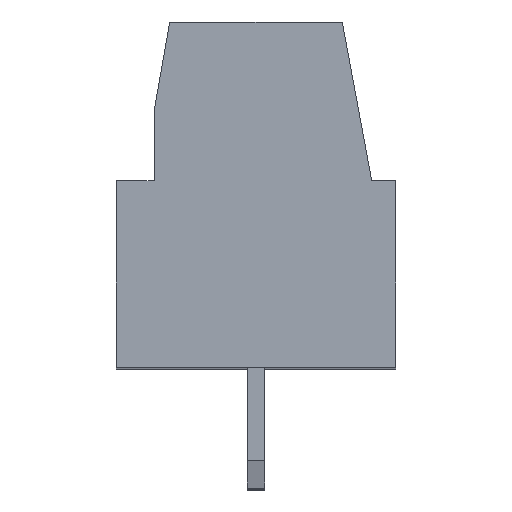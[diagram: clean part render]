
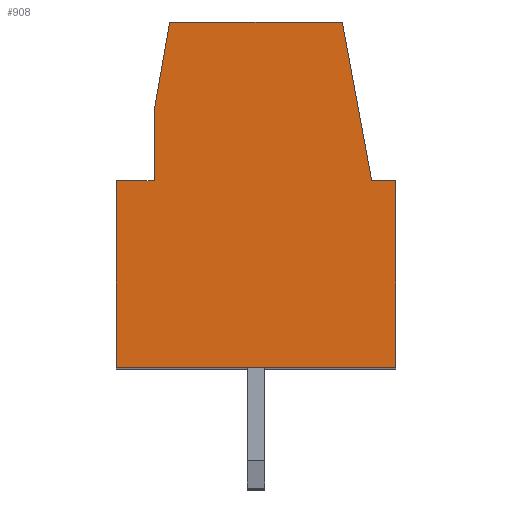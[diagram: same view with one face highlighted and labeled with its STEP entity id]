
A CAD part, top view. The second image highlights one B-rep face of the part: STEP entity #908.
In plain terms, the highlighted planar face has unit normal (0, 0, 1).
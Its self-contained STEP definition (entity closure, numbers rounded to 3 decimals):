
#908 = ADVANCED_FACE( '', ( #1829 ), #1830, .F. );
#1829 = FACE_OUTER_BOUND( '', #2771, .T. );
#1830 = PLANE( '', #2772 );
#2771 = EDGE_LOOP( '', ( #5266, #5267, #5268, #5269, #5270, #5271, #5272, #5273, #5274 ) );
#2772 = AXIS2_PLACEMENT_3D( '', #5275, #5276, #5277 );
#5266 = ORIENTED_EDGE( '', *, *, #6291, .T. );
#5267 = ORIENTED_EDGE( '', *, *, #6604, .F. );
#5268 = ORIENTED_EDGE( '', *, *, #6225, .F. );
#5269 = ORIENTED_EDGE( '', *, *, #6552, .F. );
#5270 = ORIENTED_EDGE( '', *, *, #5976, .F. );
#5271 = ORIENTED_EDGE( '', *, *, #6188, .F. );
#5272 = ORIENTED_EDGE( '', *, *, #6633, .F. );
#5273 = ORIENTED_EDGE( '', *, *, #6331, .T. );
#5274 = ORIENTED_EDGE( '', *, *, #6007, .F. );
#5275 = CARTESIAN_POINT( '', ( 0.81, -4.4, 0. ) );
#5276 = DIRECTION( '', ( 0., 0., -1. ) );
#5277 = DIRECTION( '', ( 0., -1., 0. ) );
#5976 = EDGE_CURVE( '', #7289, #7291, #7292, .T. );
#6007 = EDGE_CURVE( '', #7337, #7339, #7340, .T. );
#6188 = EDGE_CURVE( '', #7626, #7289, #7628, .T. );
#6225 = EDGE_CURVE( '', #7676, #7674, #7678, .T. );
#6291 = EDGE_CURVE( '', #7337, #7779, #7781, .T. );
#6331 = EDGE_CURVE( '', #7834, #7339, #7835, .T. );
#6552 = EDGE_CURVE( '', #7291, #7676, #8132, .T. );
#6604 = EDGE_CURVE( '', #7674, #7779, #8195, .T. );
#6633 = EDGE_CURVE( '', #7834, #7626, #8229, .T. );
#7289 = VERTEX_POINT( '', #9129 );
#7291 = VERTEX_POINT( '', #9132 );
#7292 = LINE( '', #9133, #9134 );
#7337 = VERTEX_POINT( '', #9201 );
#7339 = VERTEX_POINT( '', #9204 );
#7340 = LINE( '', #9205, #9206 );
#7626 = VERTEX_POINT( '', #9633 );
#7628 = LINE( '', #9636, #9637 );
#7674 = VERTEX_POINT( '', #9702 );
#7676 = VERTEX_POINT( '', #9705 );
#7678 = LINE( '', #9708, #9709 );
#7779 = VERTEX_POINT( '', #9851 );
#7781 = LINE( '', #9854, #9855 );
#7834 = VERTEX_POINT( '', #9936 );
#7835 = LINE( '', #9937, #9938 );
#8132 = LINE( '', #10380, #10381 );
#8195 = LINE( '', #10474, #10475 );
#8229 = LINE( '', #10525, #10526 );
#9129 = CARTESIAN_POINT( '', ( 0., 0., 0. ) );
#9132 = CARTESIAN_POINT( '', ( -8.1, 0., 0. ) );
#9133 = CARTESIAN_POINT( '', ( 0., 0., 0. ) );
#9134 = VECTOR( '', #10995, 1000. );
#9201 = CARTESIAN_POINT( '', ( -6.55, 10., 0. ) );
#9204 = CARTESIAN_POINT( '', ( -1.55, 10., 0. ) );
#9205 = CARTESIAN_POINT( '', ( -6.55, 10., 0. ) );
#9206 = VECTOR( '', #11022, 1000. );
#9633 = CARTESIAN_POINT( '', ( 0., 5.4, 0. ) );
#9636 = CARTESIAN_POINT( '', ( 0., 5.4, 0. ) );
#9637 = VECTOR( '', #11174, 1000. );
#9702 = CARTESIAN_POINT( '', ( -7., 5.4, 0. ) );
#9705 = CARTESIAN_POINT( '', ( -8.1, 5.4, 0. ) );
#9708 = CARTESIAN_POINT( '', ( -8.1, 5.4, 0. ) );
#9709 = VECTOR( '', #11208, 1000. );
#9851 = CARTESIAN_POINT( '', ( -7., 7.448, 0. ) );
#9854 = CARTESIAN_POINT( '', ( -6.55, 10., 0. ) );
#9855 = VECTOR( '', #11275, 1000. );
#9936 = CARTESIAN_POINT( '', ( -0.697, 5.4, 0. ) );
#9937 = CARTESIAN_POINT( '', ( -0.697, 5.4, 0. ) );
#9938 = VECTOR( '', #11304, 1000. );
#10380 = CARTESIAN_POINT( '', ( -8.1, 0., 0. ) );
#10381 = VECTOR( '', #11483, 1000. );
#10474 = CARTESIAN_POINT( '', ( -7., 5.4, 0. ) );
#10475 = VECTOR( '', #11517, 1000. );
#10525 = CARTESIAN_POINT( '', ( -0.697, 5.4, 0. ) );
#10526 = VECTOR( '', #11534, 1000. );
#10995 = DIRECTION( '', ( -1., 0., 0. ) );
#11022 = DIRECTION( '', ( 1., 0., 0. ) );
#11174 = DIRECTION( '', ( 0., -1., 0. ) );
#11208 = DIRECTION( '', ( 1., 0., 0. ) );
#11275 = DIRECTION( '', ( -0.174, -0.985, 0. ) );
#11304 = DIRECTION( '', ( -0.182, 0.983, 0. ) );
#11483 = DIRECTION( '', ( 0., 1., 0. ) );
#11517 = DIRECTION( '', ( 0., 1., 0. ) );
#11534 = DIRECTION( '', ( 1., 0., 0. ) );
